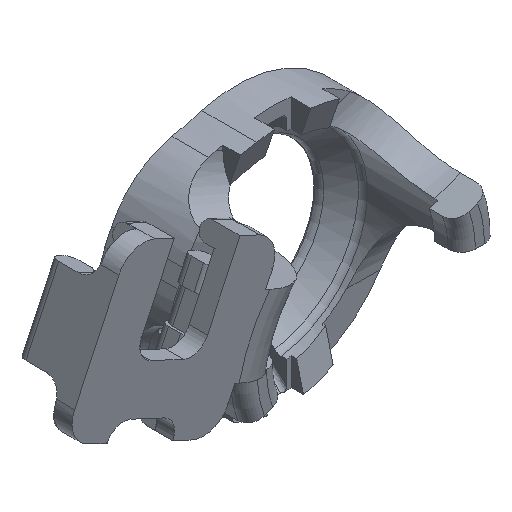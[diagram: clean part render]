
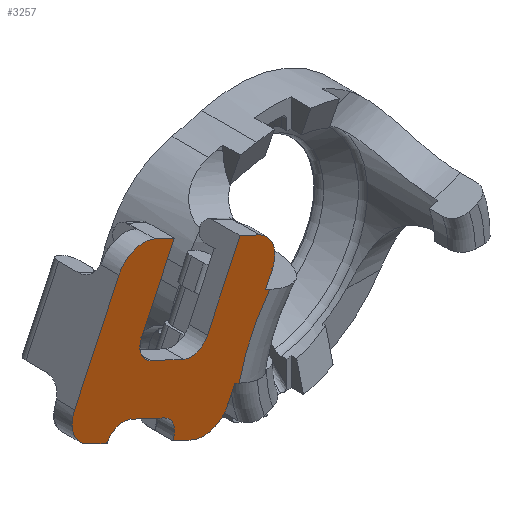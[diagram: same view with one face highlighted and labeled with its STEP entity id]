
A CAD part, isometric view. The second image highlights one B-rep face of the part: STEP entity #3257.
In plain terms, the highlighted planar face has unit normal (0, -1, 0).
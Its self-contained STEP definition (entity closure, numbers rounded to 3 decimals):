
#2938=CARTESIAN_POINT('',(-15.597,-6.8,11.687));
#2939=VERTEX_POINT('',#2938);
#2946=CARTESIAN_POINT('',(-15.143,-6.8,11.475));
#2947=VERTEX_POINT('',#2946);
#2948=CARTESIAN_POINT('',(-12.431,-6.8,10.21));
#2949=DIRECTION('',(0.906,0.0,-0.423));
#2950=VECTOR('',#2949,1.);
#2951=LINE('',#2948,#2950);
#2952=EDGE_CURVE('',#2939,#2947,#2951,.T.);
#3029=CARTESIAN_POINT('',(-18.524,-6.8,4.225));
#3030=VERTEX_POINT('',#3029);
#3066=CARTESIAN_POINT('',(-18.978,-6.8,4.436));
#3067=VERTEX_POINT('',#3066);
#3068=CARTESIAN_POINT('',(-15.812,-6.8,2.96));
#3069=DIRECTION('',(0.906,0.0,-0.423));
#3070=VECTOR('',#3069,1.);
#3071=LINE('',#3068,#3070);
#3072=EDGE_CURVE('',#3067,#3030,#3071,.T.);
#3083=CARTESIAN_POINT('',(0.,-6.8,0.));
#3084=DIRECTION('',(0.0,-1.0,0.0));
#3085=DIRECTION('',(0.0,0.0,-1.0));
#3086=AXIS2_PLACEMENT_3D('',#3083,#3084,#3085);
#3087=PLANE('',#3086);
#3088=ORIENTED_EDGE('',*,*,#3072,.T.);
#3089=CARTESIAN_POINT('',(0.0,-6.8,0.0));
#3090=DIRECTION('',(0.0,-1.0,0.0));
#3091=DIRECTION('',(0.0,0.0,-1.0));
#3092=AXIS2_PLACEMENT_3D('',#3089,#3090,#3091);
#3093=CIRCLE('',#3092,19.0);
#3094=EDGE_CURVE('',#3030,#2947,#3093,.F.);
#3095=ORIENTED_EDGE('',*,*,#3094,.T.);
#3096=ORIENTED_EDGE('',*,*,#2952,.F.);
#3097=CARTESIAN_POINT('',(-14.858,-6.8,13.273));
#3098=VERTEX_POINT('',#3097);
#3099=CARTESIAN_POINT('',(-13.59,-6.8,15.992));
#3100=DIRECTION('',(-0.423,0.0,-0.906));
#3101=VECTOR('',#3100,1.);
#3102=LINE('',#3099,#3101);
#3103=EDGE_CURVE('',#3098,#2939,#3102,.T.);
#3104=ORIENTED_EDGE('',*,*,#3103,.F.);
#3105=CARTESIAN_POINT('',(-16.309,-6.8,17.259));
#3106=VERTEX_POINT('',#3105);
#3107=CARTESIAN_POINT('',(-17.577,-6.8,14.541));
#3108=DIRECTION('',(0.0,1.0,0.0));
#3109=DIRECTION('',(0.0,0.0,1.0));
#3110=AXIS2_PLACEMENT_3D('',#3107,#3108,#3109);
#3111=CIRCLE('',#3110,3.0);
#3112=EDGE_CURVE('',#3098,#3106,#3111,.F.);
#3113=ORIENTED_EDGE('',*,*,#3112,.T.);
#3114=CARTESIAN_POINT('',(-18.416,-6.8,18.242));
#3115=VERTEX_POINT('',#3114);
#3116=CARTESIAN_POINT('',(-30.493,-6.8,23.873));
#3117=DIRECTION('',(0.906,0.0,-0.423));
#3118=VECTOR('',#3117,1.);
#3119=LINE('',#3116,#3118);
#3120=EDGE_CURVE('',#3115,#3106,#3119,.T.);
#3121=ORIENTED_EDGE('',*,*,#3120,.F.);
#3122=CARTESIAN_POINT('',(-22.008,-6.8,10.538));
#3123=VERTEX_POINT('',#3122);
#3124=CARTESIAN_POINT('',(-22.114,-6.8,10.312));
#3125=DIRECTION('',(-0.423,0.0,-0.906));
#3126=VECTOR('',#3125,1.);
#3127=LINE('',#3124,#3126);
#3128=EDGE_CURVE('',#3115,#3123,#3127,.T.);
#3129=ORIENTED_EDGE('',*,*,#3128,.T.);
#3130=CARTESIAN_POINT('',(-24.666,-6.8,9.571));
#3131=VERTEX_POINT('',#3130);
#3132=CARTESIAN_POINT('',(-23.821,-6.8,11.384));
#3133=DIRECTION('',(0.0,1.0,0.0));
#3134=DIRECTION('',(0.0,0.0,1.0));
#3135=AXIS2_PLACEMENT_3D('',#3132,#3133,#3134);
#3136=CIRCLE('',#3135,2.0);
#3137=EDGE_CURVE('',#3123,#3131,#3136,.T.);
#3138=ORIENTED_EDGE('',*,*,#3137,.T.);
#3139=CARTESIAN_POINT('',(-28.291,-6.8,11.262));
#3140=VERTEX_POINT('',#3139);
#3141=CARTESIAN_POINT('',(-0.74,-6.8,-1.586));
#3142=DIRECTION('',(-0.906,0.0,0.423));
#3143=VECTOR('',#3142,1.);
#3144=LINE('',#3141,#3143);
#3145=EDGE_CURVE('',#3131,#3140,#3144,.T.);
#3146=ORIENTED_EDGE('',*,*,#3145,.T.);
#3147=CARTESIAN_POINT('',(-29.259,-6.8,13.919));
#3148=VERTEX_POINT('',#3147);
#3149=CARTESIAN_POINT('',(-27.446,-6.8,13.074));
#3150=DIRECTION('',(0.0,1.0,0.0));
#3151=DIRECTION('',(0.0,0.0,1.0));
#3152=AXIS2_PLACEMENT_3D('',#3149,#3150,#3151);
#3153=CIRCLE('',#3152,2.0);
#3154=EDGE_CURVE('',#3140,#3148,#3153,.T.);
#3155=ORIENTED_EDGE('',*,*,#3154,.T.);
#3156=CARTESIAN_POINT('',(-25.666,-6.8,21.623));
#3157=VERTEX_POINT('',#3156);
#3158=CARTESIAN_POINT('',(-29.364,-6.8,13.693));
#3159=DIRECTION('',(0.423,0.0,0.906));
#3160=VECTOR('',#3159,1.);
#3161=LINE('',#3158,#3160);
#3162=EDGE_CURVE('',#3148,#3157,#3161,.T.);
#3163=ORIENTED_EDGE('',*,*,#3162,.T.);
#3164=CARTESIAN_POINT('',(-27.774,-6.8,22.606));
#3165=VERTEX_POINT('',#3164);
#3166=CARTESIAN_POINT('',(-30.493,-6.8,23.873));
#3167=DIRECTION('',(0.906,0.0,-0.423));
#3168=VECTOR('',#3167,1.);
#3169=LINE('',#3166,#3168);
#3170=EDGE_CURVE('',#3165,#3157,#3169,.T.);
#3171=ORIENTED_EDGE('',*,*,#3170,.F.);
#3172=CARTESIAN_POINT('',(-31.76,-6.8,21.155));
#3173=VERTEX_POINT('',#3172);
#3174=CARTESIAN_POINT('',(-29.041,-6.8,19.887));
#3175=DIRECTION('',(0.0,1.0,0.0));
#3176=DIRECTION('',(0.0,0.0,1.0));
#3177=AXIS2_PLACEMENT_3D('',#3174,#3175,#3176);
#3178=CIRCLE('',#3177,3.0);
#3179=EDGE_CURVE('',#3165,#3173,#3178,.F.);
#3180=ORIENTED_EDGE('',*,*,#3179,.T.);
#3181=CARTESIAN_POINT('',(-36.621,-6.8,10.732));
#3182=VERTEX_POINT('',#3181);
#3183=CARTESIAN_POINT('',(-37.888,-6.8,8.013));
#3184=DIRECTION('',(0.423,0.0,0.906));
#3185=VECTOR('',#3184,1.);
#3186=LINE('',#3183,#3185);
#3187=EDGE_CURVE('',#3182,#3173,#3186,.T.);
#3188=ORIENTED_EDGE('',*,*,#3187,.F.);
#3189=CARTESIAN_POINT('',(-35.169,-6.8,6.745));
#3190=VERTEX_POINT('',#3189);
#3191=CARTESIAN_POINT('',(-33.902,-6.8,9.464));
#3192=DIRECTION('',(0.0,1.0,0.0));
#3193=DIRECTION('',(0.0,0.0,1.0));
#3194=AXIS2_PLACEMENT_3D('',#3191,#3192,#3193);
#3195=CIRCLE('',#3194,3.0);
#3196=EDGE_CURVE('',#3182,#3190,#3195,.F.);
#3197=ORIENTED_EDGE('',*,*,#3196,.T.);
#3198=CARTESIAN_POINT('',(-33.062,-6.8,5.763));
#3199=VERTEX_POINT('',#3198);
#3200=CARTESIAN_POINT('',(-20.986,-6.8,0.131));
#3201=DIRECTION('',(-0.906,0.0,0.423));
#3202=VECTOR('',#3201,1.);
#3203=LINE('',#3200,#3202);
#3204=EDGE_CURVE('',#3199,#3190,#3203,.T.);
#3205=ORIENTED_EDGE('',*,*,#3204,.F.);
#3206=CARTESIAN_POINT('',(-30.404,-6.8,6.73));
#3207=VERTEX_POINT('',#3206);
#3208=CARTESIAN_POINT('',(-31.25,-6.8,4.917));
#3209=DIRECTION('',(0.0,1.0,0.0));
#3210=DIRECTION('',(0.0,0.0,1.0));
#3211=AXIS2_PLACEMENT_3D('',#3208,#3209,#3210);
#3212=CIRCLE('',#3211,2.0);
#3213=EDGE_CURVE('',#3199,#3207,#3212,.T.);
#3214=ORIENTED_EDGE('',*,*,#3213,.T.);
#3215=CARTESIAN_POINT('',(-26.779,-6.8,5.04));
#3216=VERTEX_POINT('',#3215);
#3217=CARTESIAN_POINT('',(-2.853,-6.8,-6.118));
#3218=DIRECTION('',(-0.906,0.0,0.423));
#3219=VECTOR('',#3218,1.);
#3220=LINE('',#3217,#3219);
#3221=EDGE_CURVE('',#3216,#3207,#3220,.T.);
#3222=ORIENTED_EDGE('',*,*,#3221,.F.);
#3223=CARTESIAN_POINT('',(-25.812,-6.8,2.382));
#3224=VERTEX_POINT('',#3223);
#3225=CARTESIAN_POINT('',(-27.624,-6.8,3.227));
#3226=DIRECTION('',(0.0,1.0,0.0));
#3227=DIRECTION('',(0.0,0.0,1.0));
#3228=AXIS2_PLACEMENT_3D('',#3225,#3226,#3227);
#3229=CIRCLE('',#3228,2.0);
#3230=EDGE_CURVE('',#3216,#3224,#3229,.T.);
#3231=ORIENTED_EDGE('',*,*,#3230,.T.);
#3232=CARTESIAN_POINT('',(-23.705,-6.8,1.399));
#3233=VERTEX_POINT('',#3232);
#3234=CARTESIAN_POINT('',(-20.986,-6.8,0.131));
#3235=DIRECTION('',(-0.906,0.0,0.423));
#3236=VECTOR('',#3235,1.);
#3237=LINE('',#3234,#3236);
#3238=EDGE_CURVE('',#3233,#3224,#3237,.T.);
#3239=ORIENTED_EDGE('',*,*,#3238,.F.);
#3240=CARTESIAN_POINT('',(-19.718,-6.8,2.85));
#3241=VERTEX_POINT('',#3240);
#3242=CARTESIAN_POINT('',(-22.437,-6.8,4.118));
#3243=DIRECTION('',(0.0,1.0,0.0));
#3244=DIRECTION('',(0.0,0.0,1.0));
#3245=AXIS2_PLACEMENT_3D('',#3242,#3243,#3244);
#3246=CIRCLE('',#3245,3.0);
#3247=EDGE_CURVE('',#3233,#3241,#3246,.F.);
#3248=ORIENTED_EDGE('',*,*,#3247,.T.);
#3249=CARTESIAN_POINT('',(-13.59,-6.8,15.992));
#3250=DIRECTION('',(-0.423,0.0,-0.906));
#3251=VECTOR('',#3250,1.);
#3252=LINE('',#3249,#3251);
#3253=EDGE_CURVE('',#3067,#3241,#3252,.T.);
#3254=ORIENTED_EDGE('',*,*,#3253,.F.);
#3255=EDGE_LOOP('',(#3088,#3095,#3096,#3104,#3113,#3121,#3129,#3138,#3146,#3155,#3163,#3171,#3180,#3188,#3197,#3205,#3214,#3222,#3231,#3239,#3248,#3254));
#3256=FACE_OUTER_BOUND('',#3255,.T.);
#3257=ADVANCED_FACE('',(#3256),#3087,.T.);
